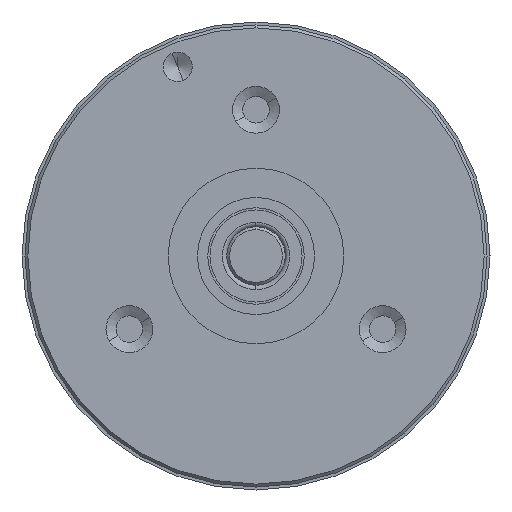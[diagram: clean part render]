
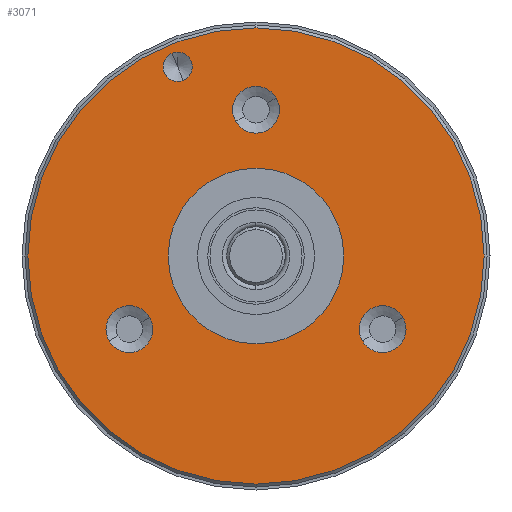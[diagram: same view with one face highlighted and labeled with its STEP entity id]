
A CAD part, left-side view. The second image highlights one B-rep face of the part: STEP entity #3071.
In plain terms, the highlighted planar face has unit normal (-1, 0, 0).
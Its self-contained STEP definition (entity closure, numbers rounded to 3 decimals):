
#3071=ADVANCED_FACE('',(#6146,#6147,#6148,#6149,#6150,#6151),#6152,.T.);
#6146=FACE_BOUND('',#9652,.T.);
#6147=FACE_OUTER_BOUND('',#9653,.T.);
#6148=FACE_BOUND('',#9654,.T.);
#6149=FACE_BOUND('',#9655,.T.);
#6150=FACE_BOUND('',#9656,.T.);
#6151=FACE_BOUND('',#9657,.T.);
#6152=PLANE('',#9658);
#9652=EDGE_LOOP('',(#18470,#18471));
#9653=EDGE_LOOP('',(#18472,#18473));
#9654=EDGE_LOOP('',(#18474,#18475));
#9655=EDGE_LOOP('',(#18476,#18477));
#9656=EDGE_LOOP('',(#18478,#18479));
#9657=EDGE_LOOP('',(#18480,#18481));
#9658=AXIS2_PLACEMENT_3D('',#18482,#18483,#18484);
#18470=ORIENTED_EDGE('',*,*,#22064,.T.);
#18471=ORIENTED_EDGE('',*,*,#22066,.T.);
#18472=ORIENTED_EDGE('',*,*,#22051,.T.);
#18473=ORIENTED_EDGE('',*,*,#22072,.T.);
#18474=ORIENTED_EDGE('',*,*,#22030,.T.);
#18475=ORIENTED_EDGE('',*,*,#22084,.T.);
#18476=ORIENTED_EDGE('',*,*,#22005,.T.);
#18477=ORIENTED_EDGE('',*,*,#22098,.T.);
#18478=ORIENTED_EDGE('',*,*,#21980,.T.);
#18479=ORIENTED_EDGE('',*,*,#22112,.T.);
#18480=ORIENTED_EDGE('',*,*,#21971,.T.);
#18481=ORIENTED_EDGE('',*,*,#22116,.T.);
#18482=CARTESIAN_POINT('',(0.0,0.0,5.45));
#18483=DIRECTION('',(-1.0,-0.0,-0.0));
#18484=DIRECTION('',(0.0,0.0,-1.0));
#21971=EDGE_CURVE('',#27047,#27051,#27053,.T.);
#21980=EDGE_CURVE('',#27064,#27066,#27068,.T.);
#22005=EDGE_CURVE('',#27103,#27105,#27107,.T.);
#22030=EDGE_CURVE('',#27142,#27144,#27146,.T.);
#22051=EDGE_CURVE('',#27172,#27175,#27177,.T.);
#22064=EDGE_CURVE('',#27192,#27195,#27197,.T.);
#22066=EDGE_CURVE('',#27195,#27192,#27199,.T.);
#22072=EDGE_CURVE('',#27175,#27172,#27205,.T.);
#22084=EDGE_CURVE('',#27144,#27142,#27217,.T.);
#22098=EDGE_CURVE('',#27105,#27103,#27231,.T.);
#22112=EDGE_CURVE('',#27066,#27064,#27245,.T.);
#22116=EDGE_CURVE('',#27051,#27047,#27249,.T.);
#27047=VERTEX_POINT('',#34017);
#27051=VERTEX_POINT('',#34022);
#27053=CIRCLE('',#34025,3.0);
#27064=VERTEX_POINT('',#34038);
#27066=VERTEX_POINT('',#34041);
#27068=CIRCLE('',#34044,0.8);
#27103=VERTEX_POINT('',#34089);
#27105=VERTEX_POINT('',#34092);
#27107=CIRCLE('',#34095,0.8);
#27142=VERTEX_POINT('',#34140);
#27144=VERTEX_POINT('',#34143);
#27146=CIRCLE('',#34146,0.8);
#27172=VERTEX_POINT('',#34180);
#27175=VERTEX_POINT('',#34184);
#27177=CIRCLE('',#34187,7.8);
#27192=VERTEX_POINT('',#34206);
#27195=VERTEX_POINT('',#34210);
#27197=CIRCLE('',#34213,0.5);
#27199=CIRCLE('',#34215,0.5);
#27205=CIRCLE('',#34221,7.8);
#27217=CIRCLE('',#34233,0.8);
#27231=CIRCLE('',#34247,0.8);
#27245=CIRCLE('',#34261,0.8);
#27249=CIRCLE('',#34265,3.0);
#34017=CARTESIAN_POINT('',(0.0,0.0,3.0));
#34022=CARTESIAN_POINT('',(0.0,0.,-3.0));
#34025=AXIS2_PLACEMENT_3D('',#38013,#38014,#38015);
#34038=CARTESIAN_POINT('',(0.,5.023,-2.9));
#34041=CARTESIAN_POINT('',(0.,3.637,-2.1));
#34044=AXIS2_PLACEMENT_3D('',#38026,#38027,#38028);
#34089=CARTESIAN_POINT('',(0.,0.693,4.6));
#34092=CARTESIAN_POINT('',(0.,-0.693,5.4));
#34095=AXIS2_PLACEMENT_3D('',#38059,#38060,#38061);
#34140=CARTESIAN_POINT('',(0.,-3.637,-2.9));
#34143=CARTESIAN_POINT('',(0.,-5.023,-2.1));
#34146=AXIS2_PLACEMENT_3D('',#38092,#38093,#38094);
#34180=CARTESIAN_POINT('',(0.,0.0,7.8));
#34184=CARTESIAN_POINT('',(0.0,0.,-7.8));
#34187=AXIS2_PLACEMENT_3D('',#38120,#38121,#38122);
#34206=CARTESIAN_POINT('',(0.0,2.87,6.929));
#34210=CARTESIAN_POINT('',(0.0,2.487,6.005));
#34213=AXIS2_PLACEMENT_3D('',#38138,#38139,#38140);
#34215=AXIS2_PLACEMENT_3D('',#38141,#38142,#38143);
#34221=AXIS2_PLACEMENT_3D('',#38150,#38151,#38152);
#34233=AXIS2_PLACEMENT_3D('',#38168,#38169,#38170);
#34247=AXIS2_PLACEMENT_3D('',#38189,#38190,#38191);
#34261=AXIS2_PLACEMENT_3D('',#38210,#38211,#38212);
#34265=AXIS2_PLACEMENT_3D('',#38216,#38217,#38218);
#38013=CARTESIAN_POINT('',(0.0,0.0,0.0));
#38014=DIRECTION('',(1.0,0.0,-0.0));
#38015=DIRECTION('',(0.0,0.0,1.0));
#38026=CARTESIAN_POINT('',(0.,4.33,-2.5));
#38027=DIRECTION('',(1.0,0.0,0.0));
#38028=DIRECTION('',(0.0,0.866,-0.5));
#38059=CARTESIAN_POINT('',(0.,0.0,5.0));
#38060=DIRECTION('',(1.0,0.0,0.0));
#38061=DIRECTION('',(0.0,0.866,-0.5));
#38092=CARTESIAN_POINT('',(0.,-4.33,-2.5));
#38093=DIRECTION('',(1.0,0.0,0.0));
#38094=DIRECTION('',(0.0,0.866,-0.5));
#38120=CARTESIAN_POINT('',(0.0,0.0,0.0));
#38121=DIRECTION('',(-1.0,0.0,0.0));
#38122=DIRECTION('',(0.0,0.0,1.0));
#38138=CARTESIAN_POINT('',(0.0,2.679,6.467));
#38139=DIRECTION('',(1.0,0.0,-0.0));
#38140=DIRECTION('',(0.0,0.383,0.924));
#38141=CARTESIAN_POINT('',(0.0,2.679,6.467));
#38142=DIRECTION('',(1.0,0.0,-0.0));
#38143=DIRECTION('',(0.0,0.383,0.924));
#38150=CARTESIAN_POINT('',(0.0,0.0,0.0));
#38151=DIRECTION('',(-1.0,0.0,0.0));
#38152=DIRECTION('',(0.0,0.0,1.0));
#38168=CARTESIAN_POINT('',(0.,-4.33,-2.5));
#38169=DIRECTION('',(1.0,0.0,0.0));
#38170=DIRECTION('',(0.0,0.866,-0.5));
#38189=CARTESIAN_POINT('',(0.,0.0,5.0));
#38190=DIRECTION('',(1.0,0.0,0.0));
#38191=DIRECTION('',(0.0,0.866,-0.5));
#38210=CARTESIAN_POINT('',(0.,4.33,-2.5));
#38211=DIRECTION('',(1.0,0.0,0.0));
#38212=DIRECTION('',(0.0,0.866,-0.5));
#38216=CARTESIAN_POINT('',(0.0,0.0,0.0));
#38217=DIRECTION('',(1.0,0.0,-0.0));
#38218=DIRECTION('',(0.0,0.0,1.0));
